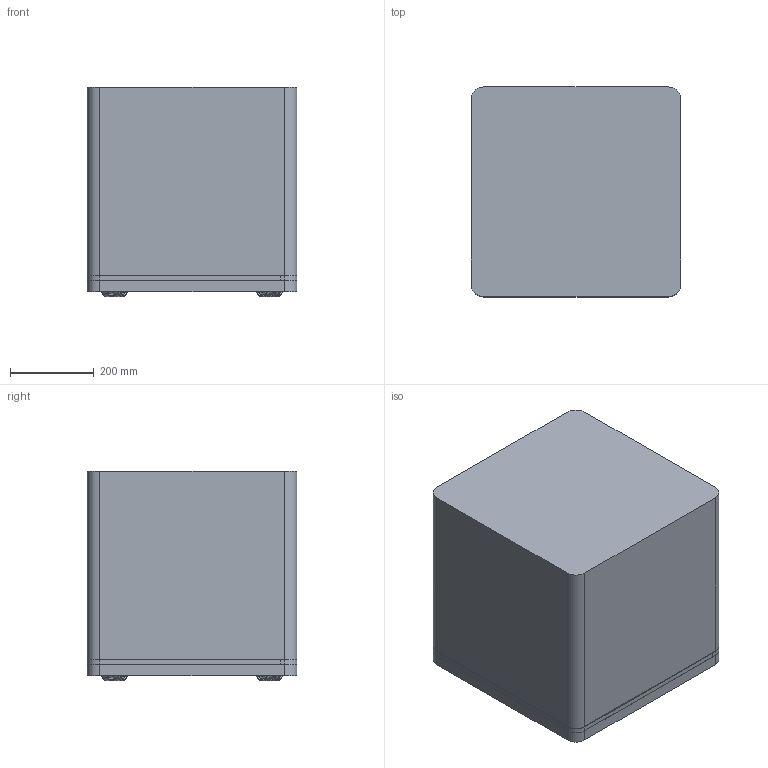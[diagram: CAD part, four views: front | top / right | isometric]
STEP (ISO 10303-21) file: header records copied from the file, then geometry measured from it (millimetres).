
FILE_DESCRIPTION(/* description */ (''),/* implementation_level */ '2;1');
FILE_NAME(/* name */ 'STOOL-CUBA-0211-RENDER.stp',/* time_stamp */ '2020-02-20T11:36:38+00:00',/* author */ ('James Lucas'),/* organization */ (''),/* preprocessor_version */ 'ST-DEVELOPER v16.5',/* originating_system */ 'Autodesk Inventor 2017',/* authorisation */ '');
FILE_SCHEMA (('AUTOMOTIVE_DESIGN { 1 0 10303 214 3 1 1 }'));
Length unit declared in the file: millimetre
Products named in the file (12): CUBA-0211-RENDER; CUBA-0734-00; CUBA-0736-00; CUBA-0737-00; CUBA-0695-00; CUBA-0748-00; CUBA-0698-00; CUBA-0699-00; CUBA-0040-00; BS 3692 - M8; CUBA-0212-00; CUBA-0202-00
Assembly tree (17 placements, depth 5):
  CUBA-0211-RENDER
    CUBA-0734-00
      CUBA-0736-00
      CUBA-0737-00  x4
      CUBA-0695-00  x4
        CUBA-0748-00
          CUBA-0698-00
          CUBA-0699-00
        CUBA-0040-00
        BS 3692 - M8
    CUBA-0212-00
    CUBA-0202-00
Bounding box: 500 x 500 x 499.9 mm (x, y, z)
Volume: 11370067.4 mm3; surface area: 3187167.1 mm2
Topology: 31 solids, 31 shells, 746 faces, 1960 edges, 1359 vertices
Faces by surface type: plane 326, cylinder 296, cone 64, torus 44, sphere 12, bspline 4
Full cylindrical faces by diameter (mm): 3 x20, 5 x40, 5.2 x12, 6 x12, 6.647 x4, 7.9 x8, 8 x8, 8.2 x8, 8.5 x4, 10 x8, 20 x4, 35 x8, 40 x8
Entity records: 14326 total; most frequent: CARTESIAN_POINT 3025, DIRECTION 2282, ORIENTED_EDGE 2060, EDGE_CURVE 1030, AXIS2_PLACEMENT_3D 867, VERTEX_POINT 744, EDGE_LOOP 670, LINE 548
